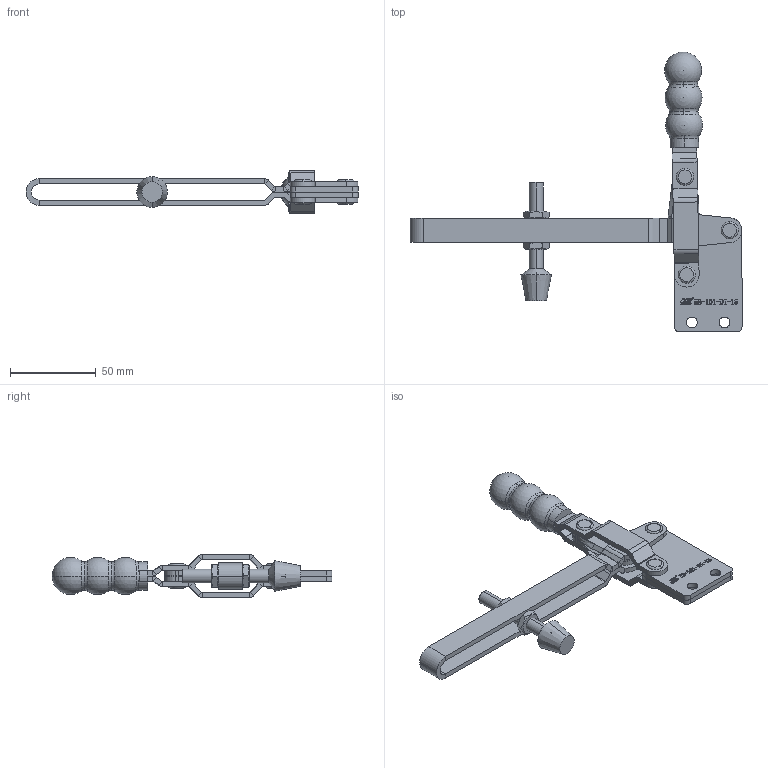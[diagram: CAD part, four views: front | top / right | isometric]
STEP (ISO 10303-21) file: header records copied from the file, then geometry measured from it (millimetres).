
FILE_DESCRIPTION (( 'STEP AP203' ), '1' );
FILE_NAME ('HS-101-DI-15装配体.STEP', '2018-12-07T02:16:13', ( 'PCOS' ), ( '微软中国' ), 'SwSTEP 2.0', 'SolidWorks 2012', '' );
FILE_SCHEMA (( 'CONFIG_CONTROL_DESIGN' ));
Length unit declared in the file: millimetre
Products named in the file (10): HS-101-DI-15蚾饜极; hexagon head bolts-full thread gb_GB_FASTENER_BOLT_STBAB A M8X55-C; hex thin nuts-grades ab-chamfered gb_GB_FASTENER_NUT_STNAB M8-N; 揤輸; 揤參; 种; 忒梟; 忒參; 蟀裝; 眻菁釱
Assembly tree (15 placements, depth 2):
  HS-101-DI-15蚾饜极
    眻菁釱  x2
    蟀裝
    忒參
    忒梟  x2
    种  x4
    揤參
    揤輸
    hex thin nuts-grades ab-chamfered gb_GB_FASTENER_NUT_STNAB M8-N  x2
    hexagon head bolts-full thread gb_GB_FASTENER_BOLT_STBAB A M8X55-C
Bounding box: 193.4 x 162.99 x 25 mm (x, y, z)
Volume: 63953.8 mm3; surface area: 43229 mm2
Topology: 15 solids, 15 shells, 1202 faces, 3107 edges, 2001 vertices
Faces by surface type: plane 667, bspline 277, cylinder 196, cone 30, torus 26, sphere 6
Entity records: 27650 total; most frequent: CARTESIAN_POINT 10514, ORIENTED_EDGE 3512, DIRECTION 2891, EDGE_CURVE 1756, VERTEX_POINT 1120, VECTOR 1113, LINE 1113, AXIS2_PLACEMENT_3D 889
